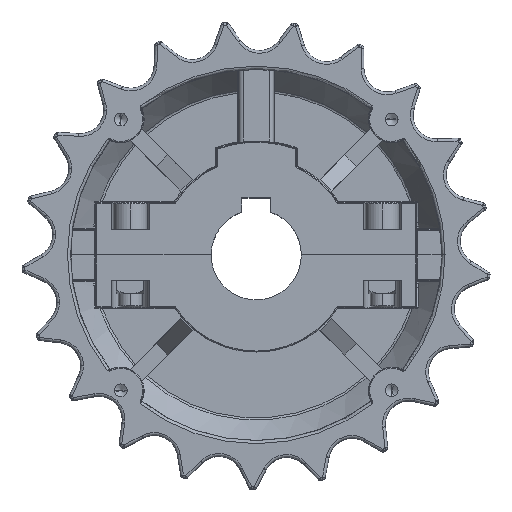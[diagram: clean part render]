
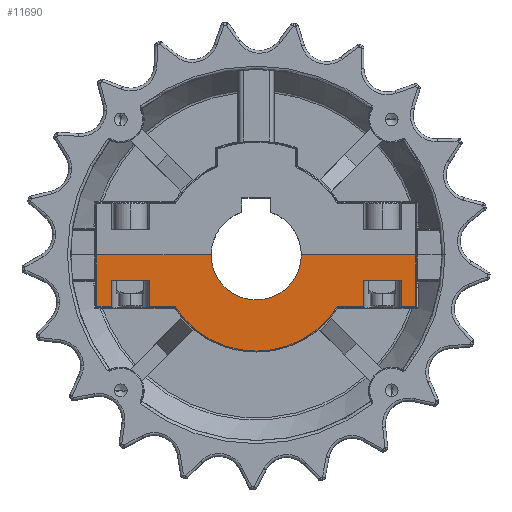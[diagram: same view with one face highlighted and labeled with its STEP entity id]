
A CAD part, top view. The second image highlights one B-rep face of the part: STEP entity #11690.
In plain terms, the highlighted planar face has unit normal (0, 0, 1).
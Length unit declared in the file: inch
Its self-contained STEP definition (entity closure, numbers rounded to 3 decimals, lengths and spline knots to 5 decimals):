
#92 = ORIENTED_EDGE ( 'NONE', *, *, #27499, .T. ) ;
#633 = CARTESIAN_POINT ( 'NONE',  ( 1.17, -0.565, 1. ) ) ;
#1052 = CARTESIAN_POINT ( 'NONE',  ( 1.75, -0.565, 1. ) ) ;
#1529 = CARTESIAN_POINT ( 'NONE',  ( 0., 0., 1. ) ) ;
#1652 = EDGE_CURVE ( 'NONE', #61661, #5776, #24098, .T. ) ;
#1866 = FACE_OUTER_BOUND ( 'NONE', #8304, .T. ) ;
#2415 = LINE ( 'NONE', #13405, #3876 ) ;
#2620 = CARTESIAN_POINT ( 'NONE',  ( -0.89049, -0.565, 1. ) ) ;
#2941 = VERTEX_POINT ( 'NONE', #66660 ) ;
#3141 = LINE ( 'NONE', #30273, #9143 ) ;
#3351 = VERTEX_POINT ( 'NONE', #41089 ) ;
#3876 = VECTOR ( 'NONE', #44353, 39.37008 ) ;
#5608 = DIRECTION ( 'NONE',  ( 1., 0., 0. ) ) ;
#5723 = DIRECTION ( 'NONE',  ( -1., 0., 0. ) ) ;
#5776 = VERTEX_POINT ( 'NONE', #19352 ) ;
#7087 = CARTESIAN_POINT ( 'NONE',  ( -1.17, -0.275, 1. ) ) ;
#7543 = VERTEX_POINT ( 'NONE', #47893 ) ;
#8080 = DIRECTION ( 'NONE',  ( 0., 0., 1. ) ) ;
#8304 = EDGE_LOOP ( 'NONE', ( #56442, #56775, #14510, #53762, #54851, #30573, #62484, #14983, #24253, #58066, #61790, #9833, #49713, #40477, #92, #11446 ) ) ;
#8770 = CARTESIAN_POINT ( 'NONE',  ( 0., 0., 1. ) ) ;
#9099 = VERTEX_POINT ( 'NONE', #7087 ) ;
#9143 = VECTOR ( 'NONE', #9312, 39.37008 ) ;
#9312 = DIRECTION ( 'NONE',  ( 0., 1., 0. ) ) ;
#9833 = ORIENTED_EDGE ( 'NONE', *, *, #42581, .T. ) ;
#9931 = DIRECTION ( 'NONE',  ( 1., 0., 0. ) ) ;
#11441 = CARTESIAN_POINT ( 'NONE',  ( 1.58, -0.275, 1. ) ) ;
#11446 = ORIENTED_EDGE ( 'NONE', *, *, #23006, .T. ) ;
#11690 = ADVANCED_FACE ( 'NONE', ( #1866 ), #23776, .T. ) ;
#11981 = VERTEX_POINT ( 'NONE', #50217 ) ;
#12103 = VERTEX_POINT ( 'NONE', #21611 ) ;
#12152 = VECTOR ( 'NONE', #44794, 39.37008 ) ;
#13247 = VERTEX_POINT ( 'NONE', #60203 ) ;
#13405 = CARTESIAN_POINT ( 'NONE',  ( -1.74, -0.575, 1. ) ) ;
#13519 = CIRCLE ( 'NONE', #46433, 0.49213 ) ;
#13533 = EDGE_CURVE ( 'NONE', #11981, #33359, #13519, .T. ) ;
#14510 = ORIENTED_EDGE ( 'NONE', *, *, #13533, .F. ) ;
#14730 = EDGE_CURVE ( 'NONE', #39852, #56106, #2415, .T. ) ;
#14983 = ORIENTED_EDGE ( 'NONE', *, *, #58122, .F. ) ;
#15695 = VECTOR ( 'NONE', #9931, 39.37008 ) ;
#17985 = LINE ( 'NONE', #39312, #57176 ) ;
#18089 = DIRECTION ( 'NONE',  ( 1., 0., 0. ) ) ;
#18164 = CARTESIAN_POINT ( 'NONE',  ( -1.58, -0.275, 1. ) ) ;
#18276 = VERTEX_POINT ( 'NONE', #633 ) ;
#19015 = CARTESIAN_POINT ( 'NONE',  ( -1.74, 0., 1. ) ) ;
#19352 = CARTESIAN_POINT ( 'NONE',  ( -1.58, -0.565, 1. ) ) ;
#21611 = CARTESIAN_POINT ( 'NONE',  ( 1.17, -0.275, 1. ) ) ;
#21749 = VECTOR ( 'NONE', #27275, 39.37008 ) ;
#22737 = DIRECTION ( 'NONE',  ( -1., 0., 0. ) ) ;
#23006 = EDGE_CURVE ( 'NONE', #26785, #7543, #53586, .T. ) ;
#23776 = PLANE ( 'NONE',  #58118 ) ;
#23996 = VERTEX_POINT ( 'NONE', #45937 ) ;
#24098 = LINE ( 'NONE', #49929, #12152 ) ;
#24253 = ORIENTED_EDGE ( 'NONE', *, *, #59942, .T. ) ;
#24786 = LINE ( 'NONE', #66405, #53954 ) ;
#25206 = VECTOR ( 'NONE', #18089, 39.37008 ) ;
#26463 = EDGE_CURVE ( 'NONE', #3351, #13247, #49671, .T. ) ;
#26785 = VERTEX_POINT ( 'NONE', #38985 ) ;
#27132 = DIRECTION ( 'NONE',  ( 1., 0., 0. ) ) ;
#27275 = DIRECTION ( 'NONE',  ( 0., -1., 0. ) ) ;
#27409 = VECTOR ( 'NONE', #22737, 39.37008 ) ;
#27499 = EDGE_CURVE ( 'NONE', #32603, #26785, #24786, .T. ) ;
#27976 = DIRECTION ( 'NONE',  ( 1., 0., 0. ) ) ;
#28605 = LINE ( 'NONE', #53685, #27409 ) ;
#29499 = CARTESIAN_POINT ( 'NONE',  ( 0.49213, 0., 1. ) ) ;
#30273 = CARTESIAN_POINT ( 'NONE',  ( 1.74, 0.575, 1. ) ) ;
#30573 = ORIENTED_EDGE ( 'NONE', *, *, #43765, .T. ) ;
#31494 = EDGE_CURVE ( 'NONE', #11981, #39852, #28605, .T. ) ;
#32057 = CARTESIAN_POINT ( 'NONE',  ( 0., 0., 1. ) ) ;
#32603 = VERTEX_POINT ( 'NONE', #34921 ) ;
#32713 = VECTOR ( 'NONE', #41968, 39.37008 ) ;
#33359 = VERTEX_POINT ( 'NONE', #29499 ) ;
#33575 = VECTOR ( 'NONE', #27132, 39.37008 ) ;
#34921 = CARTESIAN_POINT ( 'NONE',  ( 1.58, -0.275, 1. ) ) ;
#36116 = LINE ( 'NONE', #57031, #52290 ) ;
#37203 = CARTESIAN_POINT ( 'NONE',  ( -1.74, -0.565, 1. ) ) ;
#37596 = LINE ( 'NONE', #11441, #56371 ) ;
#38308 = EDGE_CURVE ( 'NONE', #12103, #18276, #62196, .T. ) ;
#38985 = CARTESIAN_POINT ( 'NONE',  ( 1.58, -0.565, 1. ) ) ;
#39312 = CARTESIAN_POINT ( 'NONE',  ( 1.75, -0.565, 1. ) ) ;
#39852 = VERTEX_POINT ( 'NONE', #19015 ) ;
#40477 = ORIENTED_EDGE ( 'NONE', *, *, #45472, .F. ) ;
#41089 = CARTESIAN_POINT ( 'NONE',  ( -1.17, -0.565, 1. ) ) ;
#41558 = CARTESIAN_POINT ( 'NONE',  ( -0.89049, -0.565, 1. ) ) ;
#41768 = CIRCLE ( 'NONE', #48376, 1.05 ) ;
#41968 = DIRECTION ( 'NONE',  ( 0., -1., 0. ) ) ;
#42370 = EDGE_CURVE ( 'NONE', #13247, #23996, #41768, .T. ) ;
#42581 = EDGE_CURVE ( 'NONE', #23996, #18276, #17985, .T. ) ;
#43765 = EDGE_CURVE ( 'NONE', #56106, #5776, #62126, .T. ) ;
#44004 = EDGE_CURVE ( 'NONE', #7543, #2941, #3141, .T. ) ;
#44353 = DIRECTION ( 'NONE',  ( 0., -1., 0. ) ) ;
#44734 = LINE ( 'NONE', #48591, #21749 ) ;
#44794 = DIRECTION ( 'NONE',  ( 0., -1., 0. ) ) ;
#45472 = EDGE_CURVE ( 'NONE', #32603, #12103, #37596, .T. ) ;
#45937 = CARTESIAN_POINT ( 'NONE',  ( 0.88503, -0.565, 1. ) ) ;
#46304 = VECTOR ( 'NONE', #5723, 39.37008 ) ;
#46433 = AXIS2_PLACEMENT_3D ( 'NONE', #32057, #53359, #5608 ) ;
#47893 = CARTESIAN_POINT ( 'NONE',  ( 1.74, -0.565, 1. ) ) ;
#48376 = AXIS2_PLACEMENT_3D ( 'NONE', #8770, #8080, #65467 ) ;
#48591 = CARTESIAN_POINT ( 'NONE',  ( -1.17, -0.275, 1. ) ) ;
#49591 = DIRECTION ( 'NONE',  ( 0., 0., 1. ) ) ;
#49671 = LINE ( 'NONE', #2620, #25206 ) ;
#49713 = ORIENTED_EDGE ( 'NONE', *, *, #38308, .F. ) ;
#49929 = CARTESIAN_POINT ( 'NONE',  ( -1.58, -0.275, 1. ) ) ;
#50217 = CARTESIAN_POINT ( 'NONE',  ( -0.49213, 0., 1. ) ) ;
#50294 = DIRECTION ( 'NONE',  ( 1., 0., 0. ) ) ;
#51916 = CARTESIAN_POINT ( 'NONE',  ( 1.17, -0.275, 1. ) ) ;
#52080 = EDGE_CURVE ( 'NONE', #2941, #33359, #67937, .T. ) ;
#52290 = VECTOR ( 'NONE', #67692, 39.37008 ) ;
#53359 = DIRECTION ( 'NONE',  ( 0., 0., 1. ) ) ;
#53586 = LINE ( 'NONE', #1052, #33575 ) ;
#53685 = CARTESIAN_POINT ( 'NONE',  ( 0., 0., 1. ) ) ;
#53762 = ORIENTED_EDGE ( 'NONE', *, *, #31494, .T. ) ;
#53954 = VECTOR ( 'NONE', #61208, 39.37008 ) ;
#54851 = ORIENTED_EDGE ( 'NONE', *, *, #14730, .T. ) ;
#56106 = VERTEX_POINT ( 'NONE', #37203 ) ;
#56371 = VECTOR ( 'NONE', #59870, 39.37008 ) ;
#56442 = ORIENTED_EDGE ( 'NONE', *, *, #44004, .T. ) ;
#56775 = ORIENTED_EDGE ( 'NONE', *, *, #52080, .T. ) ;
#57031 = CARTESIAN_POINT ( 'NONE',  ( -1.58, -0.275, 1. ) ) ;
#57176 = VECTOR ( 'NONE', #50294, 39.37008 ) ;
#58066 = ORIENTED_EDGE ( 'NONE', *, *, #26463, .T. ) ;
#58118 = AXIS2_PLACEMENT_3D ( 'NONE', #1529, #49591, #27976 ) ;
#58122 = EDGE_CURVE ( 'NONE', #9099, #61661, #36116, .T. ) ;
#59870 = DIRECTION ( 'NONE',  ( -1., 0., 0. ) ) ;
#59942 = EDGE_CURVE ( 'NONE', #9099, #3351, #44734, .T. ) ;
#60203 = CARTESIAN_POINT ( 'NONE',  ( -0.88503, -0.565, 1. ) ) ;
#61208 = DIRECTION ( 'NONE',  ( 0., -1., 0. ) ) ;
#61661 = VERTEX_POINT ( 'NONE', #18164 ) ;
#61790 = ORIENTED_EDGE ( 'NONE', *, *, #42370, .T. ) ;
#62126 = LINE ( 'NONE', #41558, #15695 ) ;
#62196 = LINE ( 'NONE', #51916, #32713 ) ;
#62484 = ORIENTED_EDGE ( 'NONE', *, *, #1652, .F. ) ;
#63096 = CARTESIAN_POINT ( 'NONE',  ( 0., 0., 1. ) ) ;
#65467 = DIRECTION ( 'NONE',  ( 1., 0., 0. ) ) ;
#66405 = CARTESIAN_POINT ( 'NONE',  ( 1.58, -0.275, 1. ) ) ;
#66660 = CARTESIAN_POINT ( 'NONE',  ( 1.74, 0., 1. ) ) ;
#67692 = DIRECTION ( 'NONE',  ( -1., 0., 0. ) ) ;
#67937 = LINE ( 'NONE', #63096, #46304 ) ;
